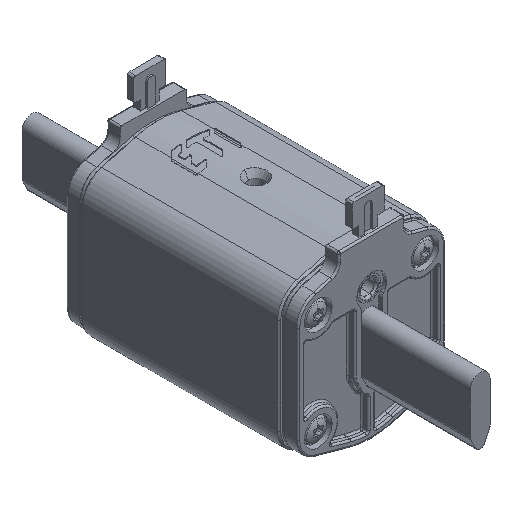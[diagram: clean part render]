
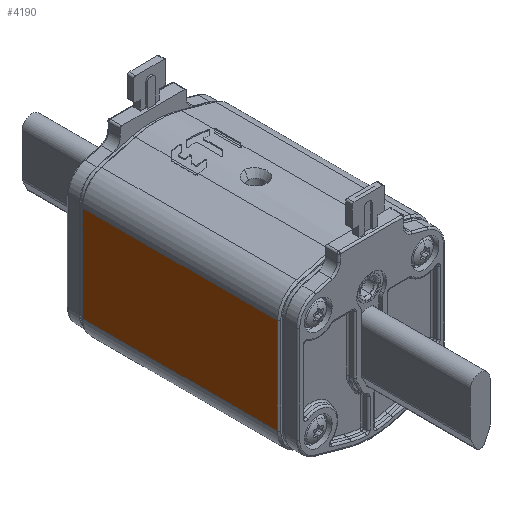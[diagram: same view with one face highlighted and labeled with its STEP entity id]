
A CAD part, isometric view. The second image highlights one B-rep face of the part: STEP entity #4190.
In plain terms, the highlighted face is planar.
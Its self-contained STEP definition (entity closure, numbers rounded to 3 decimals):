
#296=DIRECTION('',(0.,-1.,0.));
#297=VECTOR('',#296,29.);
#298=CARTESIAN_POINT('',(23.,14.5,-0.5));
#299=LINE('',#298,#297);
#1579=DIRECTION('',(0.,0.,-1.));
#1580=VECTOR('',#1579,59.);
#1581=CARTESIAN_POINT('',(23.,-14.5,-0.5));
#1582=LINE('',#1581,#1580);
#1586=DIRECTION('',(0.,0.,-1.));
#1587=VECTOR('',#1586,59.);
#1588=CARTESIAN_POINT('',(23.,14.5,-0.5));
#1589=LINE('',#1588,#1587);
#1637=DIRECTION('',(0.,-1.,0.));
#1638=VECTOR('',#1637,29.);
#1639=CARTESIAN_POINT('',(23.,14.5,-59.5));
#1640=LINE('',#1639,#1638);
#2748=CARTESIAN_POINT('',(23.,14.5,-0.5));
#2749=CARTESIAN_POINT('',(23.,-14.5,-0.5));
#2750=VERTEX_POINT('',#2748);
#2751=VERTEX_POINT('',#2749);
#2818=CARTESIAN_POINT('',(23.,-14.5,-59.5));
#2819=VERTEX_POINT('',#2818);
#2822=CARTESIAN_POINT('',(23.,14.5,-59.5));
#2823=VERTEX_POINT('',#2822);
#4177=CARTESIAN_POINT('',(23.,14.5,0.));
#4178=DIRECTION('',(1.,0.,0.));
#4179=DIRECTION('',(0.,-1.,0.));
#4180=AXIS2_PLACEMENT_3D('',#4177,#4178,#4179);
#4181=PLANE('',#4180);
#4182=ORIENTED_EDGE('',*,*,#3203,.F.);
#4184=ORIENTED_EDGE('',*,*,#4183,.T.);
#4186=ORIENTED_EDGE('',*,*,#4185,.T.);
#4187=ORIENTED_EDGE('',*,*,#4162,.F.);
#4188=EDGE_LOOP('',(#4182,#4184,#4186,#4187));
#4189=FACE_OUTER_BOUND('',#4188,.F.);
#3203=EDGE_CURVE('',#2750,#2751,#299,.T.);
#4162=EDGE_CURVE('',#2751,#2819,#1582,.T.);
#4183=EDGE_CURVE('',#2750,#2823,#1589,.T.);
#4185=EDGE_CURVE('',#2823,#2819,#1640,.T.);
#4190=ADVANCED_FACE('',(#4189),#4181,.T.);
